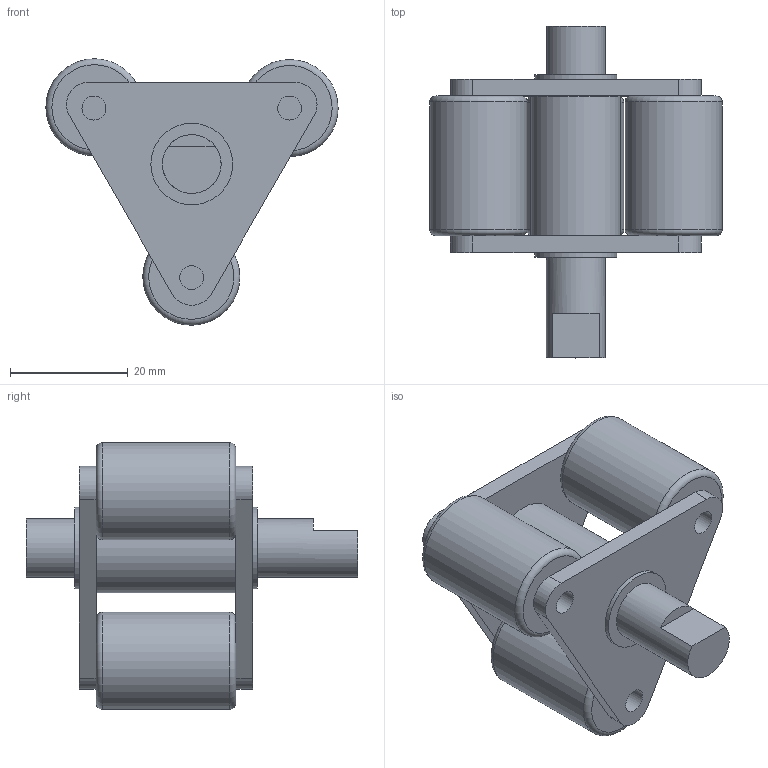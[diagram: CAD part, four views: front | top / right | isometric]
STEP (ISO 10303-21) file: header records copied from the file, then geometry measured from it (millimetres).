
FILE_DESCRIPTION(/* description */ (''),/* implementation_level */ '2;1');
FILE_NAME(/* name */ 'MS-0227 r2 Pump Head Shaft Modified.ipt.step',/* time_stamp */ '2022-11-29T08:41:17+01:00',/* author */ ('diederichbenedict'),/* organization */ (''),/* preprocessor_version */ 'ST-DEVELOPER v18.1',/* originating_system */ 'Autodesk Inventor 2022',/* authorisation */ '');
FILE_SCHEMA (('AUTOMOTIVE_DESIGN { 1 0 10303 214 3 1 1 }'));
Length unit declared in the file: inch
Products named in the file (1): MS-0227 r2 Pump Head Shaft Modified
Bounding box: 49.7 x 56.44 x 45.33 mm (x, y, z)
Volume: 27036.2 mm3; surface area: 11177.9 mm2
Topology: 4 solids, 4 shells, 48 faces, 99 edges, 65 vertices
Faces by surface type: plane 22, cylinder 20, torus 6
Full cylindrical faces by diameter (mm): 4.064 x6, 9.982 x2, 13.894 x2, 15.24 x1, 16.51 x3
Entity records: 1360 total; most frequent: DIRECTION 254, CARTESIAN_POINT 213, ORIENTED_EDGE 198, AXIS2_PLACEMENT_3D 106, EDGE_CURVE 99, EDGE_LOOP 66, VERTEX_POINT 65, CIRCLE 57
